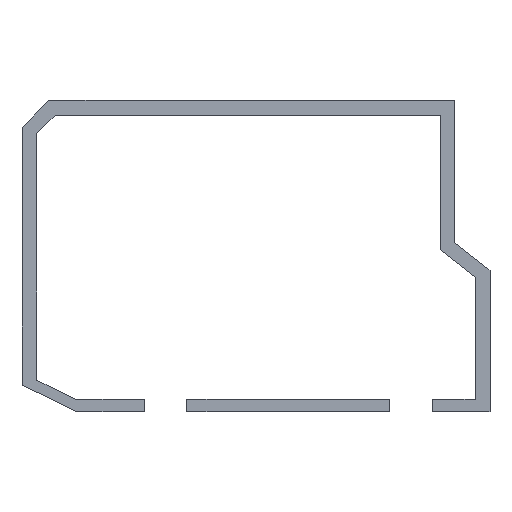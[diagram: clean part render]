
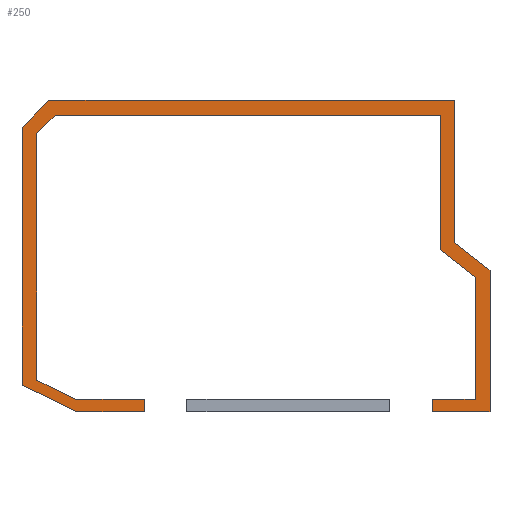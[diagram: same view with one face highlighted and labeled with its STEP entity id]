
A CAD part, top view. The second image highlights one B-rep face of the part: STEP entity #250.
In plain terms, the highlighted planar face has unit normal (0, 0, 1).
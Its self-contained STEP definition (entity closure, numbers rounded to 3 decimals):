
#2 = PLANE ( 'NONE',  #596 ) ;
#3 = VERTEX_POINT ( 'NONE', #851 ) ;
#7 = ORIENTED_EDGE ( 'NONE', *, *, #35, .T. ) ;
#11 = CARTESIAN_POINT ( 'NONE',  ( 468.5, 175.692, 6. ) ) ;
#15 = VECTOR ( 'NONE', #52, 1000. ) ;
#18 = VERTEX_POINT ( 'NONE', #598 ) ;
#20 = EDGE_CURVE ( 'NONE', #200, #109, #248, .T. ) ;
#24 = VECTOR ( 'NONE', #468, 1000. ) ;
#26 = ORIENTED_EDGE ( 'NONE', *, *, #881, .T. ) ;
#29 = EDGE_CURVE ( 'NONE', #18, #509, #565, .T. ) ;
#35 = EDGE_CURVE ( 'NONE', #381, #276, #189, .T. ) ;
#48 = CARTESIAN_POINT ( 'NONE',  ( 460.5, 23., 6. ) ) ;
#52 = DIRECTION ( 'NONE',  ( -1., 0., 0. ) ) ;
#54 = DIRECTION ( 'NONE',  ( 0., 1., 0. ) ) ;
#56 = CARTESIAN_POINT ( 'NONE',  ( 94.8, 36., 6. ) ) ;
#60 = DIRECTION ( 'NONE',  ( 0., -1., 0. ) ) ;
#63 = CARTESIAN_POINT ( 'NONE',  ( 468.5, 175.692, 6. ) ) ;
#65 = DIRECTION ( 'NONE',  ( 0., -1., 0. ) ) ;
#67 = ORIENTED_EDGE ( 'NONE', *, *, #835, .T. ) ;
#71 = CARTESIAN_POINT ( 'NONE',  ( 414.5, 197.939, 6. ) ) ;
#75 = EDGE_CURVE ( 'NONE', #287, #552, #494, .T. ) ;
#76 = VECTOR ( 'NONE', #637, 1000. ) ;
#79 = DIRECTION ( 'NONE',  ( 0., 0., 1. ) ) ;
#87 = LINE ( 'NONE', #471, #785 ) ;
#89 = ORIENTED_EDGE ( 'NONE', *, *, #397, .T. ) ;
#91 = CARTESIAN_POINT ( 'NONE',  ( 414.5, 343.3, 6. ) ) ;
#101 = ORIENTED_EDGE ( 'NONE', *, *, #20, .T. ) ;
#103 = CARTESIAN_POINT ( 'NONE',  ( 468.5, 23., 6. ) ) ;
#105 = DIRECTION ( 'NONE',  ( 0., 1., 0. ) ) ;
#108 = LINE ( 'NONE', #571, #807 ) ;
#109 = VERTEX_POINT ( 'NONE', #683 ) ;
#114 = CARTESIAN_POINT ( 'NONE',  ( 21.728, 36., 6. ) ) ;
#119 = EDGE_CURVE ( 'NONE', #518, #808, #636, .T. ) ;
#130 = VERTEX_POINT ( 'NONE', #796 ) ;
#136 = CARTESIAN_POINT ( 'NONE',  ( 468.5, 23., 6. ) ) ;
#138 = VECTOR ( 'NONE', #535, 1000. ) ;
#140 = VECTOR ( 'NONE', #65, 1000. ) ;
#152 = VECTOR ( 'NONE', #300, 1000. ) ;
#168 = ORIENTED_EDGE ( 'NONE', *, *, #174, .T. ) ;
#174 = EDGE_CURVE ( 'NONE', #702, #182, #549, .T. ) ;
#176 = LINE ( 'NONE', #63, #24 ) ;
#182 = VERTEX_POINT ( 'NONE', #604 ) ;
#189 = LINE ( 'NONE', #525, #514 ) ;
#190 = VECTOR ( 'NONE', #619, 1000. ) ;
#193 = VERTEX_POINT ( 'NONE', #674 ) ;
#194 = EDGE_CURVE ( 'NONE', #552, #193, #839, .T. ) ;
#200 = VERTEX_POINT ( 'NONE', #405 ) ;
#204 = CARTESIAN_POINT ( 'NONE',  ( 406.2, 36., 6. ) ) ;
#205 = DIRECTION ( 'NONE',  ( 1., 0., 0. ) ) ;
#207 = EDGE_CURVE ( 'NONE', #182, #518, #87, .T. ) ;
#218 = ORIENTED_EDGE ( 'NONE', *, *, #802, .T. ) ;
#220 = CARTESIAN_POINT ( 'NONE',  ( 452.5, 36., 6. ) ) ;
#232 = DIRECTION ( 'NONE',  ( 1., 0., 0. ) ) ;
#248 = LINE ( 'NONE', #532, #584 ) ;
#249 = VERTEX_POINT ( 'NONE', #356 ) ;
#250 = ADVANCED_FACE ( 'NONE', ( #771 ), #2, .T. ) ;
#260 = VECTOR ( 'NONE', #105, 1000. ) ;
#276 = VERTEX_POINT ( 'NONE', #815 ) ;
#281 = DIRECTION ( 'NONE',  ( 0., 1., 0. ) ) ;
#287 = VERTEX_POINT ( 'NONE', #762 ) ;
#297 = VERTEX_POINT ( 'NONE', #71 ) ;
#300 = DIRECTION ( 'NONE',  ( -0.707, -0.707, 0. ) ) ;
#312 = LINE ( 'NONE', #91, #448 ) ;
#315 = ORIENTED_EDGE ( 'NONE', *, *, #673, .T. ) ;
#317 = VERTEX_POINT ( 'NONE', #698 ) ;
#333 = VECTOR ( 'NONE', #205, 1000. ) ;
#344 = CARTESIAN_POINT ( 'NONE',  ( 452.5, 167.939, 6. ) ) ;
#349 = VECTOR ( 'NONE', #232, 1000. ) ;
#352 = EDGE_LOOP ( 'NONE', ( #435, #720, #730, #843, #67, #422, #520, #7, #218, #26, #660, #614, #743, #101, #89, #499, #773, #315, #168, #822 ) ) ;
#356 = CARTESIAN_POINT ( 'NONE',  ( 94.8, 23., 6. ) ) ;
#358 = LINE ( 'NONE', #876, #440 ) ;
#369 = LINE ( 'NONE', #416, #190 ) ;
#378 = VECTOR ( 'NONE', #382, 1000. ) ;
#381 = VERTEX_POINT ( 'NONE', #631 ) ;
#382 = DIRECTION ( 'NONE',  ( 0., 1., 0. ) ) ;
#385 = CARTESIAN_POINT ( 'NONE',  ( 430.5, 205.692, 6. ) ) ;
#393 = DIRECTION ( 'NONE',  ( 0.901, -0.433, 0. ) ) ;
#397 = EDGE_CURVE ( 'NONE', #109, #459, #312, .T. ) ;
#403 = CARTESIAN_POINT ( 'NONE',  ( 21.728, 36., 6. ) ) ;
#405 = CARTESIAN_POINT ( 'NONE',  ( -21.5, 323.572, 6. ) ) ;
#413 = VERTEX_POINT ( 'NONE', #11 ) ;
#416 = CARTESIAN_POINT ( 'NONE',  ( -37.5, 330.199, 6. ) ) ;
#422 = ORIENTED_EDGE ( 'NONE', *, *, #434, .T. ) ;
#427 = CARTESIAN_POINT ( 'NONE',  ( 21.728, 23., 6. ) ) ;
#434 = EDGE_CURVE ( 'NONE', #130, #317, #777, .T. ) ;
#435 = ORIENTED_EDGE ( 'NONE', *, *, #119, .T. ) ;
#437 = EDGE_CURVE ( 'NONE', #459, #297, #635, .T. ) ;
#438 = CARTESIAN_POINT ( 'NONE',  ( 414.5, 197.939, 6. ) ) ;
#440 = VECTOR ( 'NONE', #54, 1000. ) ;
#445 = CARTESIAN_POINT ( 'NONE',  ( 414.5, 343.3, 6. ) ) ;
#446 = EDGE_CURVE ( 'NONE', #808, #413, #573, .T. ) ;
#448 = VECTOR ( 'NONE', #572, 1000. ) ;
#449 = LINE ( 'NONE', #557, #492 ) ;
#459 = VERTEX_POINT ( 'NONE', #445 ) ;
#465 = DIRECTION ( 'NONE',  ( -0.901, 0.433, 0. ) ) ;
#468 = DIRECTION ( 'NONE',  ( -0.785, 0.62, 0. ) ) ;
#471 = CARTESIAN_POINT ( 'NONE',  ( 406.2, 23., 6. ) ) ;
#492 = VECTOR ( 'NONE', #281, 1000. ) ;
#494 = LINE ( 'NONE', #56, #15 ) ;
#499 = ORIENTED_EDGE ( 'NONE', *, *, #437, .T. ) ;
#500 = CARTESIAN_POINT ( 'NONE',  ( -8.399, 359.3, 6. ) ) ;
#505 = VECTOR ( 'NONE', #465, 1000. ) ;
#509 = VERTEX_POINT ( 'NONE', #791 ) ;
#514 = VECTOR ( 'NONE', #393, 1000. ) ;
#518 = VERTEX_POINT ( 'NONE', #726 ) ;
#520 = ORIENTED_EDGE ( 'NONE', *, *, #675, .T. ) ;
#525 = CARTESIAN_POINT ( 'NONE',  ( -29.5, 47.629, 6. ) ) ;
#532 = CARTESIAN_POINT ( 'NONE',  ( -1.772, 343.3, 6. ) ) ;
#535 = DIRECTION ( 'NONE',  ( -1., 0., 0. ) ) ;
#549 = LINE ( 'NONE', #204, #138 ) ;
#552 = VERTEX_POINT ( 'NONE', #114 ) ;
#557 = CARTESIAN_POINT ( 'NONE',  ( 94.8, 36., 6. ) ) ;
#562 = CARTESIAN_POINT ( 'NONE',  ( 0., 0., 6. ) ) ;
#565 = LINE ( 'NONE', #385, #378 ) ;
#571 = CARTESIAN_POINT ( 'NONE',  ( 430.5, 359.3, 6. ) ) ;
#572 = DIRECTION ( 'NONE',  ( 1., 0., 0. ) ) ;
#573 = LINE ( 'NONE', #103, #260 ) ;
#584 = VECTOR ( 'NONE', #856, 1000. ) ;
#596 = AXIS2_PLACEMENT_3D ( 'NONE', #562, #79, #694 ) ;
#598 = CARTESIAN_POINT ( 'NONE',  ( 430.5, 205.692, 6. ) ) ;
#604 = CARTESIAN_POINT ( 'NONE',  ( 406.2, 36., 6. ) ) ;
#614 = ORIENTED_EDGE ( 'NONE', *, *, #194, .T. ) ;
#619 = DIRECTION ( 'NONE',  ( 0., -1., 0. ) ) ;
#621 = EDGE_CURVE ( 'NONE', #193, #200, #358, .T. ) ;
#625 = LINE ( 'NONE', #427, #349 ) ;
#631 = CARTESIAN_POINT ( 'NONE',  ( -37.5, 51.475, 6. ) ) ;
#635 = LINE ( 'NONE', #438, #76 ) ;
#636 = LINE ( 'NONE', #48, #333 ) ;
#637 = DIRECTION ( 'NONE',  ( 0., -1., 0. ) ) ;
#640 = DIRECTION ( 'NONE',  ( -1., 0., 0. ) ) ;
#647 = VECTOR ( 'NONE', #803, 1000. ) ;
#657 = EDGE_CURVE ( 'NONE', #297, #3, #795, .T. ) ;
#660 = ORIENTED_EDGE ( 'NONE', *, *, #75, .T. ) ;
#673 = EDGE_CURVE ( 'NONE', #3, #702, #875, .T. ) ;
#674 = CARTESIAN_POINT ( 'NONE',  ( -21.5, 56.783, 6. ) ) ;
#675 = EDGE_CURVE ( 'NONE', #317, #381, #369, .T. ) ;
#683 = CARTESIAN_POINT ( 'NONE',  ( -1.772, 343.3, 6. ) ) ;
#694 = DIRECTION ( 'NONE',  ( 1., 0., 0. ) ) ;
#698 = CARTESIAN_POINT ( 'NONE',  ( -37.5, 330.199, 6. ) ) ;
#702 = VERTEX_POINT ( 'NONE', #220 ) ;
#720 = ORIENTED_EDGE ( 'NONE', *, *, #446, .T. ) ;
#726 = CARTESIAN_POINT ( 'NONE',  ( 406.2, 23., 6. ) ) ;
#730 = ORIENTED_EDGE ( 'NONE', *, *, #858, .T. ) ;
#743 = ORIENTED_EDGE ( 'NONE', *, *, #621, .T. ) ;
#744 = CARTESIAN_POINT ( 'NONE',  ( 452.5, 36., 6. ) ) ;
#762 = CARTESIAN_POINT ( 'NONE',  ( 94.8, 36., 6. ) ) ;
#771 = FACE_OUTER_BOUND ( 'NONE', #352, .T. ) ;
#773 = ORIENTED_EDGE ( 'NONE', *, *, #657, .T. ) ;
#777 = LINE ( 'NONE', #500, #152 ) ;
#785 = VECTOR ( 'NONE', #60, 1000. ) ;
#791 = CARTESIAN_POINT ( 'NONE',  ( 430.5, 359.3, 6. ) ) ;
#795 = LINE ( 'NONE', #344, #647 ) ;
#796 = CARTESIAN_POINT ( 'NONE',  ( -8.399, 359.3, 6. ) ) ;
#802 = EDGE_CURVE ( 'NONE', #276, #249, #625, .T. ) ;
#803 = DIRECTION ( 'NONE',  ( 0.785, -0.62, 0. ) ) ;
#807 = VECTOR ( 'NONE', #640, 1000. ) ;
#808 = VERTEX_POINT ( 'NONE', #136 ) ;
#815 = CARTESIAN_POINT ( 'NONE',  ( 21.728, 23., 6. ) ) ;
#822 = ORIENTED_EDGE ( 'NONE', *, *, #207, .T. ) ;
#835 = EDGE_CURVE ( 'NONE', #509, #130, #108, .T. ) ;
#839 = LINE ( 'NONE', #403, #505 ) ;
#843 = ORIENTED_EDGE ( 'NONE', *, *, #29, .T. ) ;
#851 = CARTESIAN_POINT ( 'NONE',  ( 452.5, 167.939, 6. ) ) ;
#856 = DIRECTION ( 'NONE',  ( 0.707, 0.707, 0. ) ) ;
#858 = EDGE_CURVE ( 'NONE', #413, #18, #176, .T. ) ;
#875 = LINE ( 'NONE', #744, #140 ) ;
#876 = CARTESIAN_POINT ( 'NONE',  ( -21.5, 323.572, 6. ) ) ;
#881 = EDGE_CURVE ( 'NONE', #249, #287, #449, .T. ) ;
